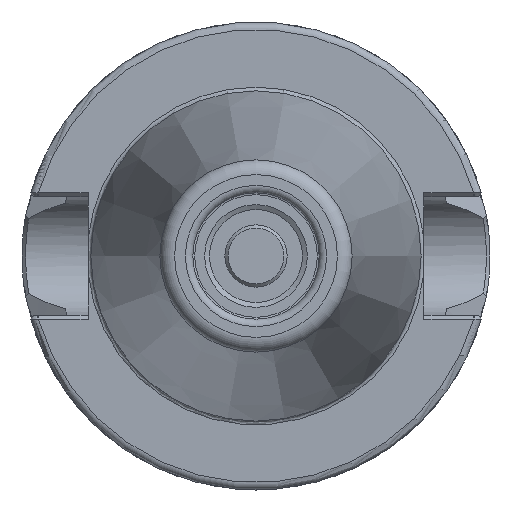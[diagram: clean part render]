
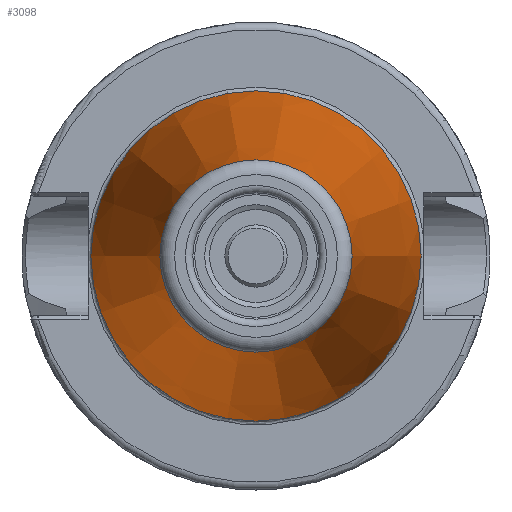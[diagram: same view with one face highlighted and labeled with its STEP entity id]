
A CAD part, left-side view. The second image highlights one B-rep face of the part: STEP entity #3098.
In plain terms, the highlighted conical face has half-angle 8.297 degrees and reference radius 17.581 mm.
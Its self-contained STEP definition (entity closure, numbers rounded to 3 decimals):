
#90=CONICAL_SURFACE('',#3402,17.581,0.145);
#222=CIRCLE('',#3398,12.937);
#223=CIRCLE('',#3399,12.937);
#224=CIRCLE('',#3400,12.937);
#226=CIRCLE('',#3403,22.225);
#227=CIRCLE('',#3404,22.225);
#361=FACE_OUTER_BOUND('',#559,.T.);
#559=EDGE_LOOP('',(#2450,#2451,#2452,#2453,#2454,#2455,#2456));
#761=LINE('',#5601,#1016);
#1016=VECTOR('',#4006,17.581);
#1386=VERTEX_POINT('',#5589);
#1387=VERTEX_POINT('',#5590);
#1388=VERTEX_POINT('',#5592);
#1389=VERTEX_POINT('',#5597);
#1390=VERTEX_POINT('',#5598);
#1757=EDGE_CURVE('',#1386,#1387,#222,.T.);
#1758=EDGE_CURVE('',#1388,#1386,#223,.T.);
#1759=EDGE_CURVE('',#1387,#1388,#224,.T.);
#1761=EDGE_CURVE('',#1389,#1390,#226,.T.);
#1762=EDGE_CURVE('',#1390,#1389,#227,.T.);
#1763=EDGE_CURVE('',#1390,#1388,#761,.T.);
#2450=ORIENTED_EDGE('',*,*,#1761,.F.);
#2451=ORIENTED_EDGE('',*,*,#1762,.F.);
#2452=ORIENTED_EDGE('',*,*,#1763,.T.);
#2453=ORIENTED_EDGE('',*,*,#1758,.T.);
#2454=ORIENTED_EDGE('',*,*,#1757,.T.);
#2455=ORIENTED_EDGE('',*,*,#1759,.T.);
#2456=ORIENTED_EDGE('',*,*,#1763,.F.);
#3098=ADVANCED_FACE('',(#361),#90,.T.);
#3398=AXIS2_PLACEMENT_3D('',#5591,#3992,#3993);
#3399=AXIS2_PLACEMENT_3D('',#5593,#3994,#3995);
#3400=AXIS2_PLACEMENT_3D('',#5594,#3996,#3997);
#3402=AXIS2_PLACEMENT_3D('',#5596,#4000,#4001);
#3403=AXIS2_PLACEMENT_3D('',#5599,#4002,#4003);
#3404=AXIS2_PLACEMENT_3D('',#5600,#4004,#4005);
#3992=DIRECTION('center_axis',(1.,0.,0.));
#3993=DIRECTION('ref_axis',(0.,0.,-1.));
#3994=DIRECTION('center_axis',(1.,0.,0.));
#3995=DIRECTION('ref_axis',(0.,0.,-1.));
#3996=DIRECTION('center_axis',(1.,0.,0.));
#3997=DIRECTION('ref_axis',(0.,0.,-1.));
#4000=DIRECTION('center_axis',(1.,0.,0.));
#4001=DIRECTION('ref_axis',(0.,1.,0.));
#4002=DIRECTION('center_axis',(1.,0.,0.));
#4003=DIRECTION('ref_axis',(0.,0.,-1.));
#4004=DIRECTION('center_axis',(1.,0.,0.));
#4005=DIRECTION('ref_axis',(0.,0.,-1.));
#4006=DIRECTION('',(-0.99,0.144,0.));
#5589=CARTESIAN_POINT('',(-63.689,12.937,0.));
#5590=CARTESIAN_POINT('',(-63.689,0.,12.937));
#5591=CARTESIAN_POINT('Origin',(-63.689,0.,
0.));
#5592=CARTESIAN_POINT('',(-63.689,-12.937,0.));
#5593=CARTESIAN_POINT('Origin',(-63.689,0.,
0.));
#5594=CARTESIAN_POINT('Origin',(-63.689,0.,
0.));
#5596=CARTESIAN_POINT('Origin',(-31.844,0.,
0.));
#5597=CARTESIAN_POINT('',(0.,22.225,0.));
#5598=CARTESIAN_POINT('',(0.,-22.225,0.));
#5599=CARTESIAN_POINT('Origin',(0.,0.,
0.));
#5600=CARTESIAN_POINT('Origin',(0.,0.,
0.));
#5601=CARTESIAN_POINT('',(-31.844,-17.581,0.));
